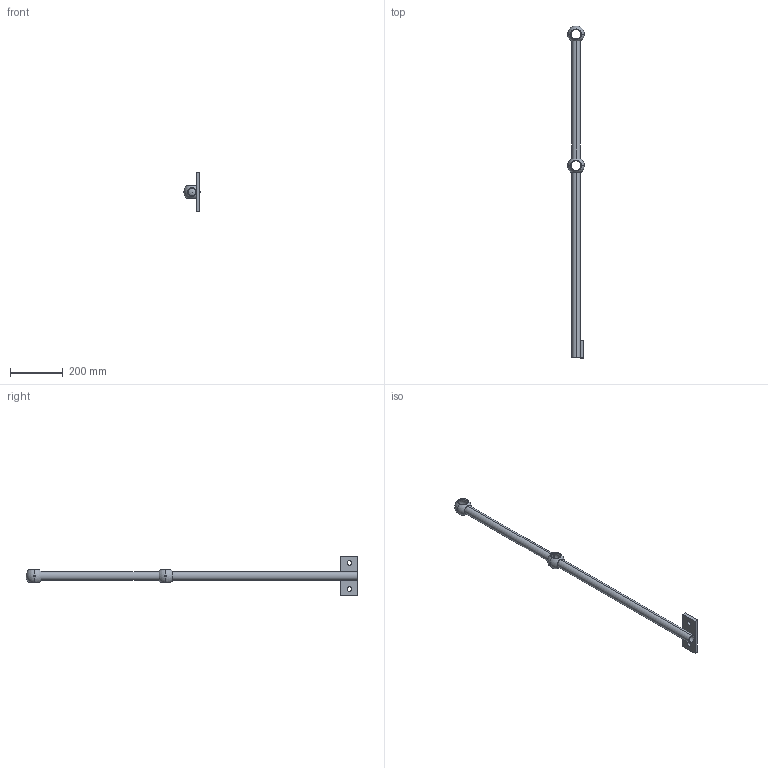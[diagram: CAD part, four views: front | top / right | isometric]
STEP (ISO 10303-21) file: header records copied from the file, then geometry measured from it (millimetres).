
FILE_DESCRIPTION (( 'STEP AP203' ), '1' );
FILE_NAME ('28020_Balustre_500_700_34_63_34_type_GS2.STEP', '2016-09-08T06:54:53', ( '' ), ( '' ), 'SwSTEP 2.0', 'SolidWorks 2016', '' );
FILE_SCHEMA (( 'CONFIG_CONTROL_DESIGN' ));
Length unit declared in the file: millimetre
Products named in the file (5): Lower_pipe_ø33,7x708_mm; 28020_Balustre_500_700_34_63_34_type_GS2; Ball_63_34; Upper_pipe_ø33,7x450_mm; Bracket_GS2
Assembly tree (5 placements, depth 2):
  28020_Balustre_500_700_34_63_34_type_GS2
    Ball_63_34  x2
    Lower_pipe_ø33,7x708_mm
    Upper_pipe_ø33,7x450_mm
    Bracket_GS2
Bounding box: 62.63 x 1264 x 150 mm (x, y, z)
Volume: 489807 mm3; surface area: 286344.6 mm2
Topology: 5 solids, 5 shells, 50 faces, 144 edges, 88 vertices
Faces by surface type: cylinder 20, plane 14, cone 8, sphere 8
Entity records: 1627 total; most frequent: DIRECTION 224, CARTESIAN_POINT 180, ORIENTED_EDGE 168, AXIS2_PLACEMENT_3D 96, EDGE_CURVE 84, CIRCLE 52, VERTEX_POINT 52, EDGE_LOOP 46
